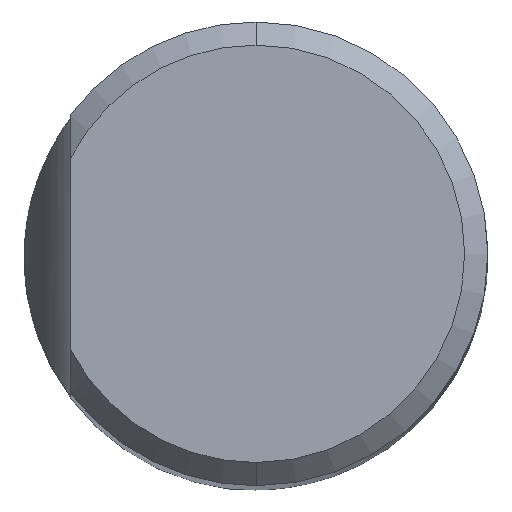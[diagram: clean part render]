
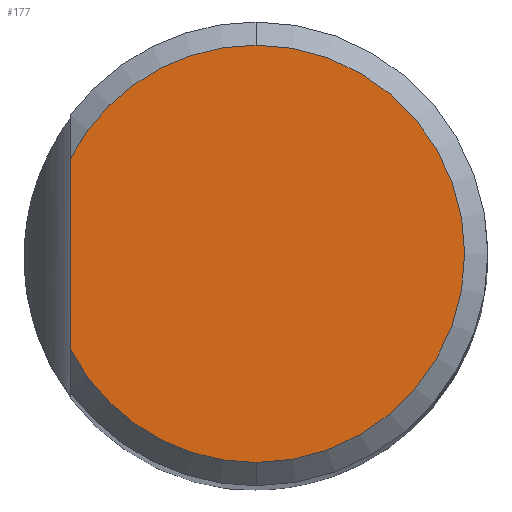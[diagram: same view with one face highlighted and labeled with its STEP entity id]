
A CAD part, top view. The second image highlights one B-rep face of the part: STEP entity #177.
In plain terms, the highlighted planar face has unit normal (0, 0, 1).
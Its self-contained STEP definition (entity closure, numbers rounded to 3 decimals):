
#141=EDGE_CURVE('NONE',#147,#143,#322,.F.);
#143=VERTEX_POINT('NONE',#324);
#147=VERTEX_POINT('NONE',#328);
#155=EDGE_CURVE('NONE',#211,#147,#336,.T.);
#177=ADVANCED_FACE('NONE',(#363),#364,.F.);
#211=VERTEX_POINT('NONE',#400);
#241=VERTEX_POINT('NONE',#434);
#251=EDGE_CURVE('NONE',#241,#211,#445,.T.);
#265=EDGE_CURVE('NONE',#143,#241,#459,.T.);
#322=CIRCLE('',#616,1.8);
#324=CARTESIAN_POINT('',(0.,-1.8,0.0));
#328=CARTESIAN_POINT('',(-1.6,-0.825,0.));
#336=LINE('',#642,#643);
#363=FACE_OUTER_BOUND('',#717,.T.);
#364=PLANE('',#718);
#400=CARTESIAN_POINT('',(-1.6,0.825,0.));
#434=CARTESIAN_POINT('',(0.0,1.8,0.0));
#445=CIRCLE('',#1979,1.8);
#459=CIRCLE('',#2036,1.8);
#616=AXIS2_PLACEMENT_3D('',#2080,#2081,#2082);
#642=CARTESIAN_POINT('',(-1.6,1.0,0.0));
#643=VECTOR('',#2086,1.0);
#717=EDGE_LOOP('',(#2136,#2137,#2138,#2139));
#718=AXIS2_PLACEMENT_3D('',#2140,#2141,#2142);
#1979=AXIS2_PLACEMENT_3D('',#2212,#2213,#2214);
#2036=AXIS2_PLACEMENT_3D('',#2218,#2219,#2220);
#2080=CARTESIAN_POINT('',(0.0,0.0,0.0));
#2081=DIRECTION('',(0.0,0.0,-1.0));
#2082=DIRECTION('',(0.0,1.0,0.0));
#2086=DIRECTION('',(0.,-1.0,0.0));
#2136=ORIENTED_EDGE('',*,*,#141,.T.);
#2137=ORIENTED_EDGE('',*,*,#265,.T.);
#2138=ORIENTED_EDGE('',*,*,#251,.T.);
#2139=ORIENTED_EDGE('',*,*,#155,.T.);
#2140=CARTESIAN_POINT('',(0.0,0.0,0.0));
#2141=DIRECTION('',(0.0,0.0,-1.0));
#2142=DIRECTION('',(1.0,0.0,0.0));
#2212=CARTESIAN_POINT('',(0.0,0.0,0.0));
#2213=DIRECTION('',(-0.0,0.0,1.0));
#2214=DIRECTION('',(0.0,1.0,0.0));
#2218=CARTESIAN_POINT('',(0.0,0.0,0.0));
#2219=DIRECTION('',(-0.0,0.0,1.0));
#2220=DIRECTION('',(0.0,1.0,0.0));
